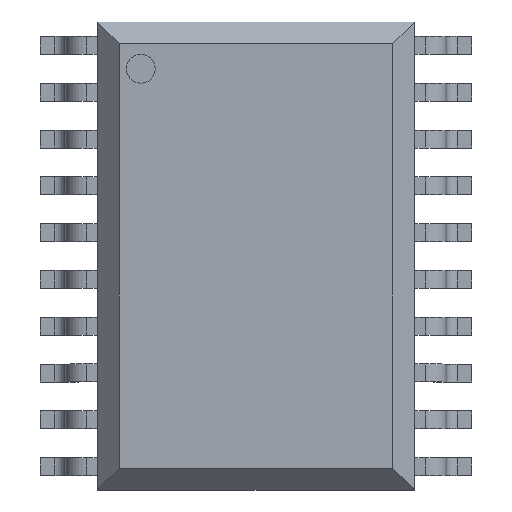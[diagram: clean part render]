
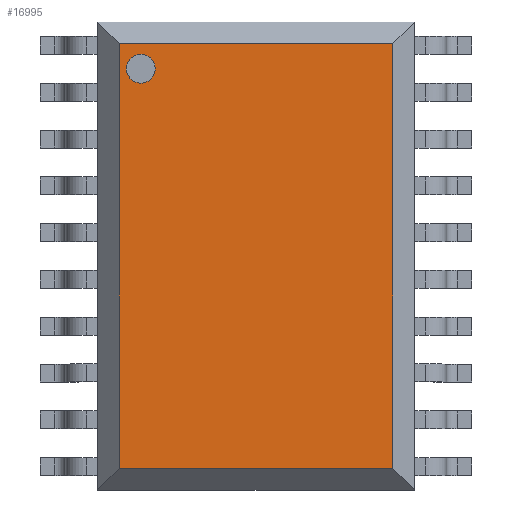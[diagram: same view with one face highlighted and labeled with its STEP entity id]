
A CAD part, top view. The second image highlights one B-rep face of the part: STEP entity #16995.
In plain terms, the highlighted planar face has unit normal (0, 0, 1).
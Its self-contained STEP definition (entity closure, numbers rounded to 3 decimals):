
#16380 = PLANE('',#16381);
#16381 = AXIS2_PLACEMENT_3D('',#16382,#16383,#16384);
#16382 = CARTESIAN_POINT('',(-2.2,3.1,0.95));
#16383 = DIRECTION('',(0.,-0.707,
    -0.707));
#16384 = DIRECTION('',(1.,0.,0.));
#16493 = PLANE('',#16494);
#16494 = AXIS2_PLACEMENT_3D('',#16495,#16496,#16497);
#16495 = CARTESIAN_POINT('',(-2.05,-3.25,0.95));
#16496 = DIRECTION('',(0.707,0.,-0.707));
#16497 = DIRECTION('',(0.,1.,0.));
#16617 = VERTEX_POINT('',#16618);
#16618 = CARTESIAN_POINT('',(-1.9,2.95,1.1));
#16641 = VERTEX_POINT('',#16642);
#16642 = CARTESIAN_POINT('',(1.9,2.95,1.1));
#16656 = PLANE('',#16657);
#16657 = AXIS2_PLACEMENT_3D('',#16658,#16659,#16660);
#16658 = CARTESIAN_POINT('',(2.05,3.25,0.95));
#16659 = DIRECTION('',(-0.707,0.,-0.707));
#16660 = DIRECTION('',(0.,-1.,0.));
#16668 = EDGE_CURVE('',#16617,#16641,#16669,.T.);
#16669 = SURFACE_CURVE('',#16670,(#16674,#16681),.PCURVE_S1.);
#16670 = LINE('',#16671,#16672);
#16671 = CARTESIAN_POINT('',(-2.2,2.95,1.1));
#16672 = VECTOR('',#16673,1.);
#16673 = DIRECTION('',(1.,0.,0.));
#16674 = PCURVE('',#16380,#16675);
#16675 = DEFINITIONAL_REPRESENTATION('',(#16676),#16680);
#16676 = LINE('',#16677,#16678);
#16677 = CARTESIAN_POINT('',(0.,0.212));
#16678 = VECTOR('',#16679,1.);
#16679 = DIRECTION('',(1.,0.));
#16680 = ( GEOMETRIC_REPRESENTATION_CONTEXT(2) 
PARAMETRIC_REPRESENTATION_CONTEXT() REPRESENTATION_CONTEXT('2D SPACE',''
  ) );
#16681 = PCURVE('',#16682,#16687);
#16682 = PLANE('',#16683);
#16683 = AXIS2_PLACEMENT_3D('',#16684,#16685,#16686);
#16684 = CARTESIAN_POINT('',(0.,0.,1.1));
#16685 = DIRECTION('',(-0.,-0.,-1.));
#16686 = DIRECTION('',(-1.,0.,0.));
#16687 = DEFINITIONAL_REPRESENTATION('',(#16688),#16692);
#16688 = LINE('',#16689,#16690);
#16689 = CARTESIAN_POINT('',(2.2,2.95));
#16690 = VECTOR('',#16691,1.);
#16691 = DIRECTION('',(-1.,0.));
#16692 = ( GEOMETRIC_REPRESENTATION_CONTEXT(2) 
PARAMETRIC_REPRESENTATION_CONTEXT() REPRESENTATION_CONTEXT('2D SPACE',''
  ) );
#16783 = PLANE('',#16784);
#16784 = AXIS2_PLACEMENT_3D('',#16785,#16786,#16787);
#16785 = CARTESIAN_POINT('',(2.2,-3.1,0.95));
#16786 = DIRECTION('',(0.,0.707,-0.707
    ));
#16787 = DIRECTION('',(1.,0.,0.));
#16875 = VERTEX_POINT('',#16876);
#16876 = CARTESIAN_POINT('',(-1.9,-2.95,1.1));
#16899 = EDGE_CURVE('',#16875,#16617,#16900,.T.);
#16900 = SURFACE_CURVE('',#16901,(#16905,#16912),.PCURVE_S1.);
#16901 = LINE('',#16902,#16903);
#16902 = CARTESIAN_POINT('',(-1.9,-3.25,1.1));
#16903 = VECTOR('',#16904,1.);
#16904 = DIRECTION('',(0.,1.,0.));
#16905 = PCURVE('',#16493,#16906);
#16906 = DEFINITIONAL_REPRESENTATION('',(#16907),#16911);
#16907 = LINE('',#16908,#16909);
#16908 = CARTESIAN_POINT('',(0.,0.212));
#16909 = VECTOR('',#16910,1.);
#16910 = DIRECTION('',(1.,0.));
#16911 = ( GEOMETRIC_REPRESENTATION_CONTEXT(2) 
PARAMETRIC_REPRESENTATION_CONTEXT() REPRESENTATION_CONTEXT('2D SPACE',''
  ) );
#16912 = PCURVE('',#16682,#16913);
#16913 = DEFINITIONAL_REPRESENTATION('',(#16914),#16918);
#16914 = LINE('',#16915,#16916);
#16915 = CARTESIAN_POINT('',(1.9,-3.25));
#16916 = VECTOR('',#16917,1.);
#16917 = DIRECTION('',(0.,1.));
#16918 = ( GEOMETRIC_REPRESENTATION_CONTEXT(2) 
PARAMETRIC_REPRESENTATION_CONTEXT() REPRESENTATION_CONTEXT('2D SPACE',''
  ) );
#16995 = ADVANCED_FACE('',(#16996,#17044),#16682,.F.);
#16996 = FACE_BOUND('',#16997,.F.);
#16997 = EDGE_LOOP('',(#16998,#16999,#17022,#17043));
#16998 = ORIENTED_EDGE('',*,*,#16668,.T.);
#16999 = ORIENTED_EDGE('',*,*,#17000,.T.);
#17000 = EDGE_CURVE('',#16641,#17001,#17003,.T.);
#17001 = VERTEX_POINT('',#17002);
#17002 = CARTESIAN_POINT('',(1.9,-2.95,1.1));
#17003 = SURFACE_CURVE('',#17004,(#17008,#17015),.PCURVE_S1.);
#17004 = LINE('',#17005,#17006);
#17005 = CARTESIAN_POINT('',(1.9,3.25,1.1));
#17006 = VECTOR('',#17007,1.);
#17007 = DIRECTION('',(0.,-1.,0.));
#17008 = PCURVE('',#16682,#17009);
#17009 = DEFINITIONAL_REPRESENTATION('',(#17010),#17014);
#17010 = LINE('',#17011,#17012);
#17011 = CARTESIAN_POINT('',(-1.9,3.25));
#17012 = VECTOR('',#17013,1.);
#17013 = DIRECTION('',(0.,-1.));
#17014 = ( GEOMETRIC_REPRESENTATION_CONTEXT(2) 
PARAMETRIC_REPRESENTATION_CONTEXT() REPRESENTATION_CONTEXT('2D SPACE',''
  ) );
#17015 = PCURVE('',#16656,#17016);
#17016 = DEFINITIONAL_REPRESENTATION('',(#17017),#17021);
#17017 = LINE('',#17018,#17019);
#17018 = CARTESIAN_POINT('',(0.,0.212));
#17019 = VECTOR('',#17020,1.);
#17020 = DIRECTION('',(1.,0.));
#17021 = ( GEOMETRIC_REPRESENTATION_CONTEXT(2) 
PARAMETRIC_REPRESENTATION_CONTEXT() REPRESENTATION_CONTEXT('2D SPACE',''
  ) );
#17022 = ORIENTED_EDGE('',*,*,#17023,.T.);
#17023 = EDGE_CURVE('',#17001,#16875,#17024,.T.);
#17024 = SURFACE_CURVE('',#17025,(#17029,#17036),.PCURVE_S1.);
#17025 = LINE('',#17026,#17027);
#17026 = CARTESIAN_POINT('',(2.2,-2.95,1.1));
#17027 = VECTOR('',#17028,1.);
#17028 = DIRECTION('',(-1.,0.,0.));
#17029 = PCURVE('',#16682,#17030);
#17030 = DEFINITIONAL_REPRESENTATION('',(#17031),#17035);
#17031 = LINE('',#17032,#17033);
#17032 = CARTESIAN_POINT('',(-2.2,-2.95));
#17033 = VECTOR('',#17034,1.);
#17034 = DIRECTION('',(1.,0.));
#17035 = ( GEOMETRIC_REPRESENTATION_CONTEXT(2) 
PARAMETRIC_REPRESENTATION_CONTEXT() REPRESENTATION_CONTEXT('2D SPACE',''
  ) );
#17036 = PCURVE('',#16783,#17037);
#17037 = DEFINITIONAL_REPRESENTATION('',(#17038),#17042);
#17038 = LINE('',#17039,#17040);
#17039 = CARTESIAN_POINT('',(-0.,-0.212));
#17040 = VECTOR('',#17041,1.);
#17041 = DIRECTION('',(-1.,0.));
#17042 = ( GEOMETRIC_REPRESENTATION_CONTEXT(2) 
PARAMETRIC_REPRESENTATION_CONTEXT() REPRESENTATION_CONTEXT('2D SPACE',''
  ) );
#17043 = ORIENTED_EDGE('',*,*,#16899,.T.);
#17044 = FACE_BOUND('',#17045,.F.);
#17045 = EDGE_LOOP('',(#17046));
#17046 = ORIENTED_EDGE('',*,*,#17047,.T.);
#17047 = EDGE_CURVE('',#17048,#17048,#17050,.T.);
#17048 = VERTEX_POINT('',#17049);
#17049 = CARTESIAN_POINT('',(-1.4,2.6,1.1));
#17050 = SURFACE_CURVE('',#17051,(#17056,#17067),.PCURVE_S1.);
#17051 = CIRCLE('',#17052,0.2);
#17052 = AXIS2_PLACEMENT_3D('',#17053,#17054,#17055);
#17053 = CARTESIAN_POINT('',(-1.6,2.6,1.1));
#17054 = DIRECTION('',(0.,0.,1.));
#17055 = DIRECTION('',(1.,0.,0.));
#17056 = PCURVE('',#16682,#17057);
#17057 = DEFINITIONAL_REPRESENTATION('',(#17058),#17066);
#17058 = ( BOUNDED_CURVE() B_SPLINE_CURVE(2,(#17059,#17060,#17061,#17062
    ,#17063,#17064,#17065),.UNSPECIFIED.,.T.,.F.) 
B_SPLINE_CURVE_WITH_KNOTS((1,2,2,2,2,1),(-2.094,0.,
    2.094,4.189,6.283,8.378),
.UNSPECIFIED.) CURVE() GEOMETRIC_REPRESENTATION_ITEM() 
RATIONAL_B_SPLINE_CURVE((1.,0.5,1.,0.5,1.,0.5,1.)) REPRESENTATION_ITEM(
  '') );
#17059 = CARTESIAN_POINT('',(1.4,2.6));
#17060 = CARTESIAN_POINT('',(1.4,2.946));
#17061 = CARTESIAN_POINT('',(1.7,2.773));
#17062 = CARTESIAN_POINT('',(2.,2.6));
#17063 = CARTESIAN_POINT('',(1.7,2.427));
#17064 = CARTESIAN_POINT('',(1.4,2.254));
#17065 = CARTESIAN_POINT('',(1.4,2.6));
#17066 = ( GEOMETRIC_REPRESENTATION_CONTEXT(2) 
PARAMETRIC_REPRESENTATION_CONTEXT() REPRESENTATION_CONTEXT('2D SPACE',''
  ) );
#17067 = PCURVE('',#17068,#17073);
#17068 = CYLINDRICAL_SURFACE('',#17069,0.2);
#17069 = AXIS2_PLACEMENT_3D('',#17070,#17071,#17072);
#17070 = CARTESIAN_POINT('',(-1.6,2.6,1.1));
#17071 = DIRECTION('',(0.,0.,1.));
#17072 = DIRECTION('',(1.,0.,0.));
#17073 = DEFINITIONAL_REPRESENTATION('',(#17074),#17078);
#17074 = LINE('',#17075,#17076);
#17075 = CARTESIAN_POINT('',(0.,0.));
#17076 = VECTOR('',#17077,1.);
#17077 = DIRECTION('',(1.,0.));
#17078 = ( GEOMETRIC_REPRESENTATION_CONTEXT(2) 
PARAMETRIC_REPRESENTATION_CONTEXT() REPRESENTATION_CONTEXT('2D SPACE',''
  ) );
